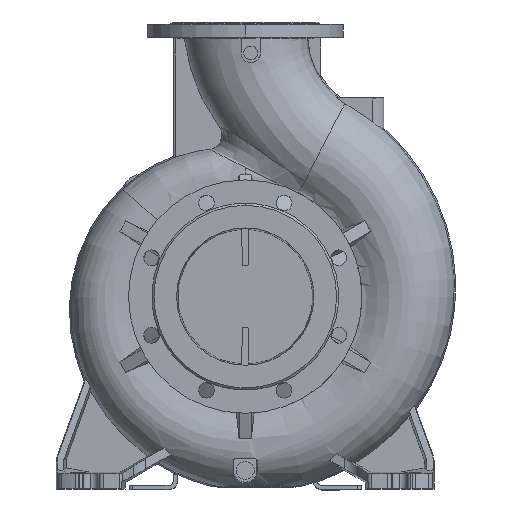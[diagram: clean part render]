
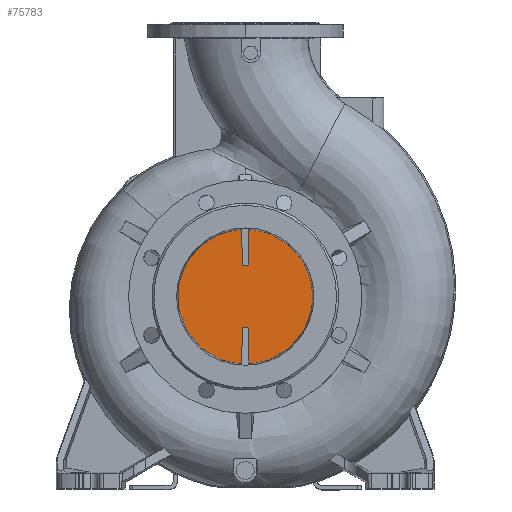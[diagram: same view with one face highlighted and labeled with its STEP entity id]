
A CAD part, top view. The second image highlights one B-rep face of the part: STEP entity #75783.
In plain terms, the highlighted face is planar.
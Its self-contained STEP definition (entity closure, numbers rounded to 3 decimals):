
#3684 = ORIENTED_EDGE ( 'NONE', *, *, #194017, .T. ) ;
#22445 = DIRECTION ( 'NONE',  ( -1., 0., 0. ) ) ;
#28619 = AXIS2_PLACEMENT_3D ( 'NONE', #64970, #139603, #237390 ) ;
#43198 = CARTESIAN_POINT ( 'NONE',  ( 0., 0., -79. ) ) ;
#55983 = AXIS2_PLACEMENT_3D ( 'NONE', #134208, #204026, #207667 ) ;
#58392 = FACE_OUTER_BOUND ( 'NONE', #91926, .T. ) ;
#64970 = CARTESIAN_POINT ( 'NONE',  ( 0., 0., -79. ) ) ;
#67891 = CIRCLE ( 'NONE', #169417, 98.25 ) ;
#72052 = EDGE_CURVE ( 'NONE', #216829, #190473, #122368, .T. ) ;
#75783 = ADVANCED_FACE ( 'NONE', ( #58392 ), #133014, .T. ) ;
#77037 = CARTESIAN_POINT ( 'NONE',  ( 98.25, 0., -79. ) ) ;
#91926 = EDGE_LOOP ( 'NONE', ( #111683, #3684 ) ) ;
#111683 = ORIENTED_EDGE ( 'NONE', *, *, #72052, .T. ) ;
#122368 = CIRCLE ( 'NONE', #28619, 98.25 ) ;
#131346 = DIRECTION ( 'NONE',  ( 0., 0., -1. ) ) ;
#133014 = PLANE ( 'NONE',  #55983 ) ;
#134208 = CARTESIAN_POINT ( 'NONE',  ( 0., 0., -79. ) ) ;
#139603 = DIRECTION ( 'NONE',  ( 0., 0., -1. ) ) ;
#163364 = CARTESIAN_POINT ( 'NONE',  ( -98.25, 0., -79. ) ) ;
#169417 = AXIS2_PLACEMENT_3D ( 'NONE', #43198, #131346, #22445 ) ;
#190473 = VERTEX_POINT ( 'NONE', #77037 ) ;
#194017 = EDGE_CURVE ( 'NONE', #190473, #216829, #67891, .T. ) ;
#204026 = DIRECTION ( 'NONE',  ( 0., 0., -1. ) ) ;
#207667 = DIRECTION ( 'NONE',  ( -1., 0., 0. ) ) ;
#216829 = VERTEX_POINT ( 'NONE', #163364 ) ;
#237390 = DIRECTION ( 'NONE',  ( -1., 0., 0. ) ) ;
